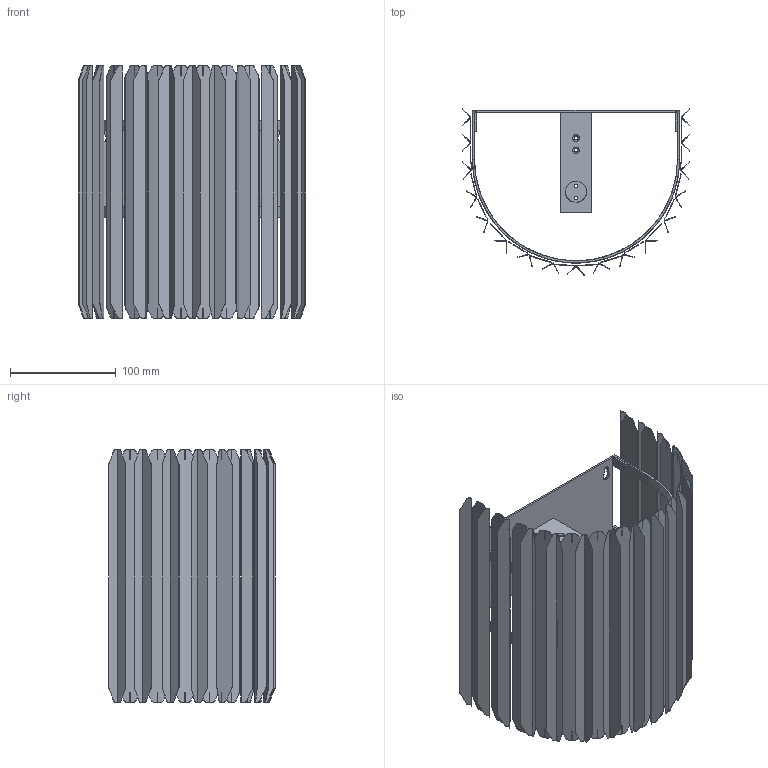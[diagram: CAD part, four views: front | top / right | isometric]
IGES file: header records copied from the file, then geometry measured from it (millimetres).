
Start section:  PTC IGES file: facet_wall.igs SolidWorks IGES file using analytic representation for surfaces SolidWorks IGES file using analytic representation for surfaces
Bounding box: 215.29 x 157.35 x 240 mm (x, y, z)
Surface area: 576596.1 mm2 (no closed solid volume)
Topology: 0 solids, 0 shells, 1766 faces, 15224 edges, 15444 vertices
Faces by surface type: bspline 1766
